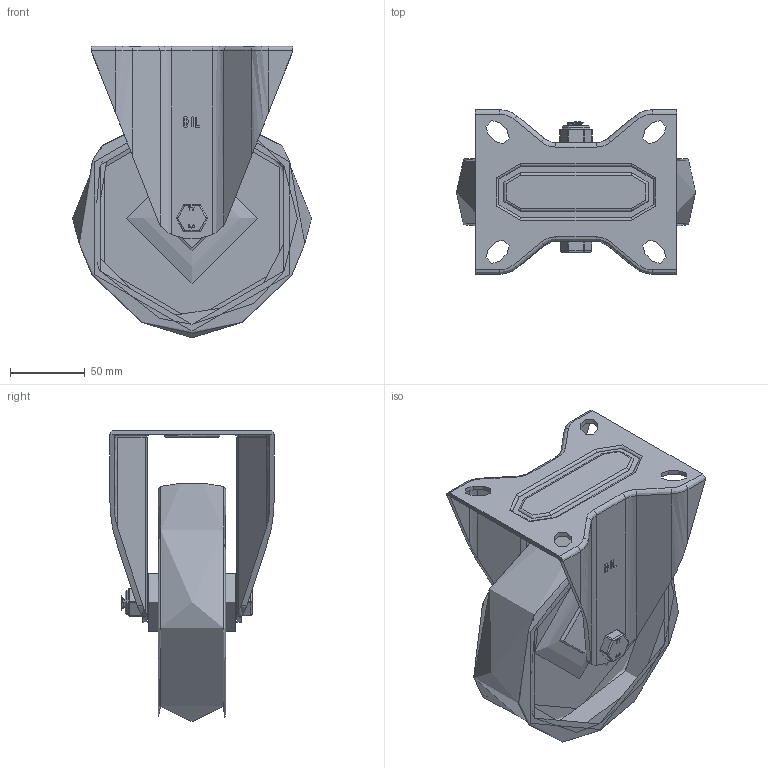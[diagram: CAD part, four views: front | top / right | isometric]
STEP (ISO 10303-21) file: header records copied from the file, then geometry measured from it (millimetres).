
FILE_DESCRIPTION(/* description */ (''),/* implementation_level */ '2;1');
FILE_NAME(/* name */ 'BZMMF160NY.step',/* time_stamp */ '2024-06-10T14:36:40+01:00',/* author */ (''),/* organization */ (''),/* preprocessor_version */ 'ST-DEVELOPER v20',/* originating_system */ 'Autodesk Translation Framework v13.14.0.145',/* authorisation */ '');
FILE_SCHEMA (('AUTOMOTIVE_DESIGN { 1 0 10303 214 3 1 1 }'));
Length unit declared in the file: millimetre
Products named in the file (14): BZMMF160NY; BZMMF150AS v1; BZMMF150AS; ZINC PLATED, PRESSED STEEL BRACKET; BZH160WNY v1; NYLON WHEEL; TUBEM20X60 v1; ZINC PLATED STEEL TUBE; HEXBOLTM12X80Z8.8 v2; GRADE 8.8 ZINC PLATED BOLT; NYLOCM12Z v1; NYLOC NUT; NUT; RUBBER
Assembly tree (13 placements, depth 4):
  BZMMF160NY
    BZMMF150AS v1
      BZMMF150AS
      ZINC PLATED, PRESSED STEEL BRACKET
    BZH160WNY v1
      NYLON WHEEL
    TUBEM20X60 v1
      ZINC PLATED STEEL TUBE
    HEXBOLTM12X80Z8.8 v2
      GRADE 8.8 ZINC PLATED BOLT
    NYLOCM12Z v1
      NYLOC NUT
        NUT
        RUBBER
Bounding box: 160 x 110 x 195 mm (x, y, z)
Volume: 485402.7 mm3; surface area: 170568.6 mm2
Topology: 6 solids, 6 shells, 378 faces, 925 edges, 583 vertices
Faces by surface type: cylinder 144, plane 128, bspline 51, torus 35, sphere 18, cone 2
Full cylindrical faces by diameter (mm): 9.836 x18, 11.834 x18, 12 x3, 12.25 x2, 12.5 x1, 14 x2, 18 x1, 18.5 x1, 19.9 x1, 20.5 x1, 39 x2, 140 x2
Entity records: 16849 total; most frequent: CARTESIAN_POINT 7851, ORIENTED_EDGE 1850, DIRECTION 1728, EDGE_CURVE 925, AXIS2_PLACEMENT_3D 644, VERTEX_POINT 583, LINE 440, VECTOR 440
